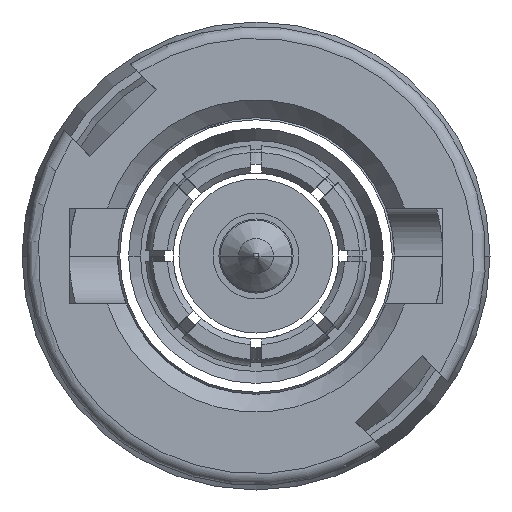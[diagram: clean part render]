
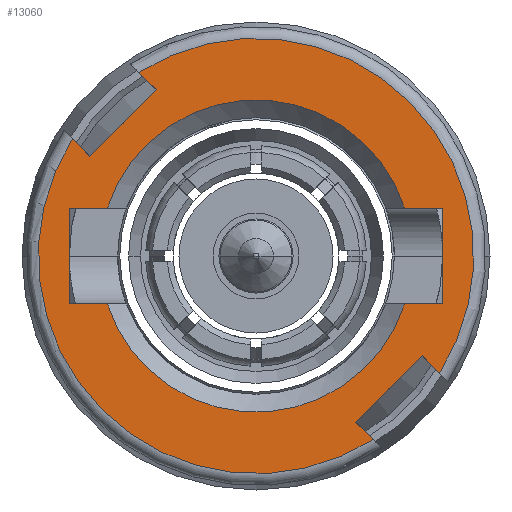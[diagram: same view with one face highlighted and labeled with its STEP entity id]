
A CAD part, left-side view. The second image highlights one B-rep face of the part: STEP entity #13060.
In plain terms, the highlighted planar face has unit normal (-1, 0, 0).
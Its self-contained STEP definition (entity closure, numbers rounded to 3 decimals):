
#3097=CARTESIAN_POINT('',(-17.09,0.,0.));
#3098=DIRECTION('',(1.,0.,0.));
#3099=DIRECTION('',(0.,-0.952,-0.307));
#3100=AXIS2_PLACEMENT_3D('',#3097,#3098,#3099);
#3102=DIRECTION('',(0.,0.,-1.));
#3103=VECTOR('',#3102,1.62);
#3104=CARTESIAN_POINT('',(-17.09,-3.15,0.81));
#3105=LINE('',#3104,#3103);
#3106=CARTESIAN_POINT('',(-17.09,0.,0.));
#3107=DIRECTION('',(1.,0.,0.));
#3108=DIRECTION('',(0.,0.952,0.307));
#3109=AXIS2_PLACEMENT_3D('',#3106,#3107,#3108);
#3111=DIRECTION('',(0.,0.,1.));
#3112=VECTOR('',#3111,1.62);
#3113=CARTESIAN_POINT('',(-17.09,3.15,-0.81));
#3114=LINE('',#3113,#3112);
#3115=DIRECTION('',(0.,0.707,0.707));
#3116=VECTOR('',#3115,0.414);
#3117=CARTESIAN_POINT('',(-17.09,-3.096,-1.979));
#3118=LINE('',#3117,#3116);
#3119=DIRECTION('',(0.,0.707,-0.707));
#3120=VECTOR('',#3119,1.58);
#3121=CARTESIAN_POINT('',(-17.09,-2.804,-1.686));
#3122=LINE('',#3121,#3120);
#3123=DIRECTION('',(0.,-0.707,-0.707));
#3124=VECTOR('',#3123,0.414);
#3125=CARTESIAN_POINT('',(-17.09,-1.686,-2.804));
#3126=LINE('',#3125,#3124);
#3127=DIRECTION('',(0.,-0.707,-0.707));
#3128=VECTOR('',#3127,0.414);
#3129=CARTESIAN_POINT('',(-17.09,3.096,1.979));
#3130=LINE('',#3129,#3128);
#3131=DIRECTION('',(0.,-0.707,0.707));
#3132=VECTOR('',#3131,1.58);
#3133=CARTESIAN_POINT('',(-17.09,2.804,1.686));
#3134=LINE('',#3133,#3132);
#3135=DIRECTION('',(0.,0.707,0.707));
#3136=VECTOR('',#3135,0.414);
#3137=CARTESIAN_POINT('',(-17.09,1.686,2.804));
#3138=LINE('',#3137,#3136);
#3139=CARTESIAN_POINT('',(-17.09,2.507,
-0.81));
#3145=DIRECTION('',(0.,1.,0.));
#3146=VECTOR('',#3145,0.643);
#3147=CARTESIAN_POINT('',(-17.09,2.507,
-0.81));
#3148=LINE('',#3147,#3146);
#3166=CARTESIAN_POINT('',(-17.09,-2.507,
-0.81));
#3185=DIRECTION('',(0.,1.,0.));
#3186=VECTOR('',#3185,0.643);
#3187=CARTESIAN_POINT('',(-17.09,-3.15,-0.81));
#3188=LINE('',#3187,#3186);
#3193=CARTESIAN_POINT('',(-17.09,-2.507,
0.81));
#3199=DIRECTION('',(0.,-1.,0.));
#3200=VECTOR('',#3199,0.643);
#3201=CARTESIAN_POINT('',(-17.09,-2.507,
0.81));
#3202=LINE('',#3201,#3200);
#3220=CARTESIAN_POINT('',(-17.09,2.507,
0.81));
#3239=DIRECTION('',(0.,-1.,0.));
#3240=VECTOR('',#3239,0.643);
#3241=CARTESIAN_POINT('',(-17.09,3.15,0.81));
#3242=LINE('',#3241,#3240);
#10214=CARTESIAN_POINT('',(-17.09,0.,0.));
#10215=DIRECTION('',(-1.,0.,0.));
#10216=DIRECTION('',(0.,0.843,0.539));
#10217=AXIS2_PLACEMENT_3D('',#10214,#10215,#10216);
#10262=CARTESIAN_POINT('',(-17.09,0.,0.));
#10263=DIRECTION('',(-1.,0.,0.));
#10264=DIRECTION('',(0.,-0.843,-0.539));
#10265=AXIS2_PLACEMENT_3D('',#10262,#10263,#10264);
#11325=VERTEX_POINT('',#3139);
#11329=VERTEX_POINT('',#3166);
#11330=VERTEX_POINT('',#3193);
#11334=VERTEX_POINT('',#3220);
#11375=CARTESIAN_POINT('',(-17.09,-2.804,-1.686));
#11377=VERTEX_POINT('',#11375);
#11379=CARTESIAN_POINT('',(-17.09,-1.686,-2.804));
#11381=VERTEX_POINT('',#11379);
#11383=CARTESIAN_POINT('',(-17.09,2.804,1.686));
#11385=VERTEX_POINT('',#11383);
#11387=CARTESIAN_POINT('',(-17.09,1.686,2.804));
#11389=VERTEX_POINT('',#11387);
#11395=CARTESIAN_POINT('',(-17.09,-3.096,-1.979));
#11396=VERTEX_POINT('',#11395);
#11397=CARTESIAN_POINT('',(-17.09,-1.979,-3.096));
#11398=VERTEX_POINT('',#11397);
#11399=CARTESIAN_POINT('',(-17.09,3.096,1.979));
#11400=VERTEX_POINT('',#11399);
#11401=CARTESIAN_POINT('',(-17.09,1.979,3.096));
#11402=VERTEX_POINT('',#11401);
#11427=CARTESIAN_POINT('',(-17.09,3.15,-0.81));
#11428=CARTESIAN_POINT('',(-17.09,3.15,0.81));
#11429=VERTEX_POINT('',#11427);
#11430=VERTEX_POINT('',#11428);
#11431=CARTESIAN_POINT('',(-17.09,-3.15,0.81));
#11432=CARTESIAN_POINT('',(-17.09,-3.15,-0.81));
#11433=VERTEX_POINT('',#11431);
#11434=VERTEX_POINT('',#11432);
#13019=CARTESIAN_POINT('',(-17.09,0.,0.));
#13020=DIRECTION('',(-1.,0.,0.));
#13021=DIRECTION('',(0.,-1.,0.));
#13022=AXIS2_PLACEMENT_3D('',#13019,#13020,#13021);
#13023=PLANE('',#13022);
#13025=ORIENTED_EDGE('',*,*,#13024,.T.);
#13027=ORIENTED_EDGE('',*,*,#13026,.T.);
#13029=ORIENTED_EDGE('',*,*,#13028,.T.);
#13031=ORIENTED_EDGE('',*,*,#13030,.F.);
#13033=ORIENTED_EDGE('',*,*,#13032,.T.);
#13035=ORIENTED_EDGE('',*,*,#13034,.T.);
#13037=ORIENTED_EDGE('',*,*,#13036,.T.);
#13039=ORIENTED_EDGE('',*,*,#13038,.F.);
#13040=EDGE_LOOP('',(#13025,#13027,#13029,#13031,#13033,#13035,#13037,#13039));
#13041=FACE_OUTER_BOUND('',#13040,.F.);
#13043=ORIENTED_EDGE('',*,*,#13042,.F.);
#13045=ORIENTED_EDGE('',*,*,#13044,.F.);
#13047=ORIENTED_EDGE('',*,*,#13046,.F.);
#13049=ORIENTED_EDGE('',*,*,#13048,.F.);
#13051=ORIENTED_EDGE('',*,*,#13050,.F.);
#13053=ORIENTED_EDGE('',*,*,#13052,.F.);
#13055=ORIENTED_EDGE('',*,*,#13054,.F.);
#13057=ORIENTED_EDGE('',*,*,#13056,.F.);
#13058=EDGE_LOOP('',(#13043,#13045,#13047,#13049,#13051,#13053,#13055,#13057));
#13059=FACE_BOUND('',#13058,.F.);
#3101=CIRCLE('',#3100,2.635);
#3110=CIRCLE('',#3109,2.635);
#10218=CIRCLE('',#10217,3.675);
#10266=CIRCLE('',#10265,3.675);
#13024=EDGE_CURVE('',#11396,#11377,#3118,.T.);
#13026=EDGE_CURVE('',#11377,#11381,#3122,.T.);
#13028=EDGE_CURVE('',#11381,#11398,#3126,.T.);
#13030=EDGE_CURVE('',#11400,#11398,#10218,.T.);
#13032=EDGE_CURVE('',#11400,#11385,#3130,.T.);
#13034=EDGE_CURVE('',#11385,#11389,#3134,.T.);
#13036=EDGE_CURVE('',#11389,#11402,#3138,.T.);
#13038=EDGE_CURVE('',#11396,#11402,#10266,.T.);
#13042=EDGE_CURVE('',#11329,#11325,#3101,.T.);
#13044=EDGE_CURVE('',#11434,#11329,#3188,.T.);
#13046=EDGE_CURVE('',#11433,#11434,#3105,.T.);
#13048=EDGE_CURVE('',#11330,#11433,#3202,.T.);
#13050=EDGE_CURVE('',#11334,#11330,#3110,.T.);
#13052=EDGE_CURVE('',#11430,#11334,#3242,.T.);
#13054=EDGE_CURVE('',#11429,#11430,#3114,.T.);
#13056=EDGE_CURVE('',#11325,#11429,#3148,.T.);
#13060=ADVANCED_FACE('',(#13041,#13059),#13023,.T.);
